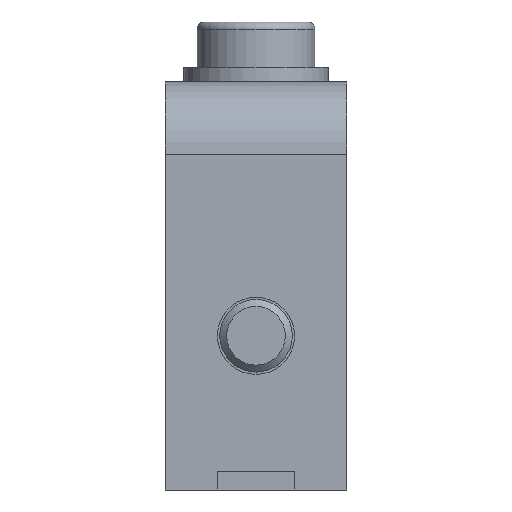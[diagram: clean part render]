
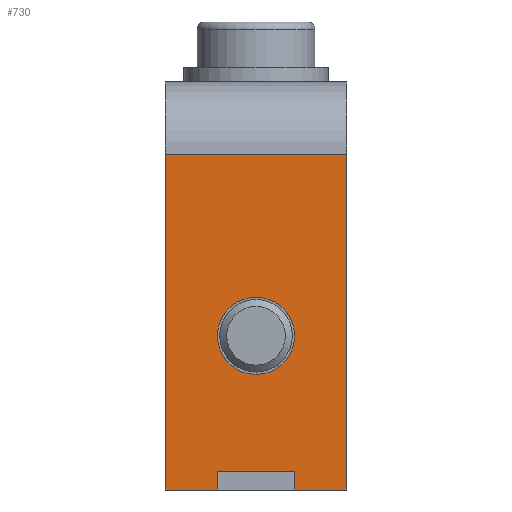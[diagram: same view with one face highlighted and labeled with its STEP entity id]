
A CAD part, left-side view. The second image highlights one B-rep face of the part: STEP entity #730.
In plain terms, the highlighted planar face has unit normal (-1, 0, 0).
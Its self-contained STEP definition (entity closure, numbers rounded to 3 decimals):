
#44=FACE_BOUND('',#142,.T.);
#64=PLANE('',#784);
#98=FACE_OUTER_BOUND('',#141,.T.);
#141=EDGE_LOOP('',(#600,#601,#602,#603,#604,#605,#606,#607));
#142=EDGE_LOOP('',(#608));
#190=LINE('',#1102,#266);
#194=LINE('',#1110,#270);
#197=LINE('',#1116,#273);
#204=LINE('',#1133,#280);
#215=LINE('',#1157,#291);
#216=LINE('',#1158,#292);
#217=LINE('',#1161,#293);
#218=LINE('',#1162,#294);
#266=VECTOR('',#881,1.);
#270=VECTOR('',#887,1.);
#273=VECTOR('',#892,1.);
#280=VECTOR('',#905,1.);
#291=VECTOR('',#928,1.);
#292=VECTOR('',#929,1.);
#293=VECTOR('',#932,1.);
#294=VECTOR('',#933,1.);
#322=CIRCLE('',#758,4.25);
#344=VERTEX_POINT('',#1047);
#362=VERTEX_POINT('',#1100);
#363=VERTEX_POINT('',#1101);
#366=VERTEX_POINT('',#1109);
#368=VERTEX_POINT('',#1115);
#374=VERTEX_POINT('',#1130);
#375=VERTEX_POINT('',#1132);
#382=VERTEX_POINT('',#1155);
#383=VERTEX_POINT('',#1160);
#409=EDGE_CURVE('',#344,#344,#322,.T.);
#435=EDGE_CURVE('',#362,#363,#190,.T.);
#439=EDGE_CURVE('',#363,#366,#194,.T.);
#442=EDGE_CURVE('',#366,#368,#197,.T.);
#450=EDGE_CURVE('',#375,#374,#204,.T.);
#463=EDGE_CURVE('',#362,#375,#215,.T.);
#464=EDGE_CURVE('',#382,#368,#216,.T.);
#465=EDGE_CURVE('',#382,#383,#217,.T.);
#466=EDGE_CURVE('',#383,#374,#218,.T.);
#600=ORIENTED_EDGE('',*,*,#465,.F.);
#601=ORIENTED_EDGE('',*,*,#464,.T.);
#602=ORIENTED_EDGE('',*,*,#442,.F.);
#603=ORIENTED_EDGE('',*,*,#439,.F.);
#604=ORIENTED_EDGE('',*,*,#435,.F.);
#605=ORIENTED_EDGE('',*,*,#463,.T.);
#606=ORIENTED_EDGE('',*,*,#450,.T.);
#607=ORIENTED_EDGE('',*,*,#466,.F.);
#608=ORIENTED_EDGE('',*,*,#409,.T.);
#730=ADVANCED_FACE('',(#98,#44),#64,.F.);
#758=AXIS2_PLACEMENT_3D('',#1048,#831,#832);
#784=AXIS2_PLACEMENT_3D('',#1159,#930,#931);
#831=DIRECTION('center_axis',(1.,0.,0.));
#832=DIRECTION('ref_axis',(0.,1.,0.));
#881=DIRECTION('',(0.,0.,1.));
#887=DIRECTION('',(0.,1.,0.));
#892=DIRECTION('',(0.,0.,-1.));
#905=DIRECTION('',(0.,0.,1.));
#928=DIRECTION('',(0.,-1.,0.));
#929=DIRECTION('',(0.,-1.,0.));
#930=DIRECTION('center_axis',(1.,0.,0.));
#931=DIRECTION('ref_axis',(0.,0.,1.));
#932=DIRECTION('',(0.,0.,1.));
#933=DIRECTION('',(0.,-1.,0.));
#1047=CARTESIAN_POINT('',(0.,-4.25,0.));
#1048=CARTESIAN_POINT('Origin',(0.,0.,0.));
#1100=CARTESIAN_POINT('',(0.,-4.25,-17.));
#1101=CARTESIAN_POINT('',(0.,-4.25,-15.));
#1102=CARTESIAN_POINT('',(0.,-4.25,-17.));
#1109=CARTESIAN_POINT('',(0.,4.25,-15.));
#1110=CARTESIAN_POINT('',(0.,4.25,-15.));
#1115=CARTESIAN_POINT('',(0.,4.25,-17.));
#1116=CARTESIAN_POINT('',(0.,4.25,-17.));
#1130=CARTESIAN_POINT('',(0.,-10.,20.));
#1132=CARTESIAN_POINT('',(0.,-10.,-17.));
#1133=CARTESIAN_POINT('',(0.,-10.,-17.));
#1155=CARTESIAN_POINT('',(0.,10.,-17.));
#1157=CARTESIAN_POINT('',(0.,-9.5,-17.));
#1158=CARTESIAN_POINT('',(0.,9.5,-17.));
#1159=CARTESIAN_POINT('Origin',(0.,9.5,-17.));
#1160=CARTESIAN_POINT('',(0.,10.,20.));
#1161=CARTESIAN_POINT('',(0.,10.,-17.));
#1162=CARTESIAN_POINT('',(0.,-9.5,20.));
